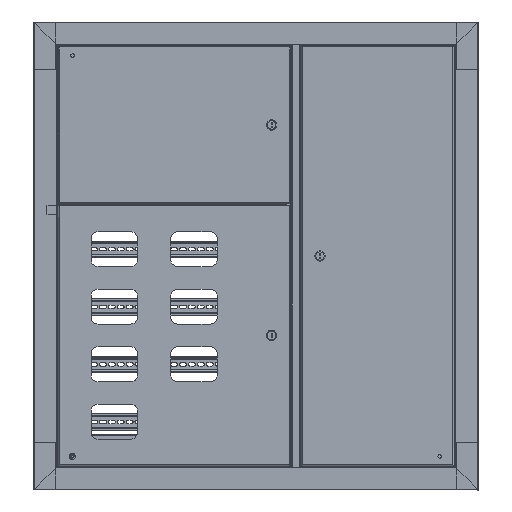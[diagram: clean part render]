
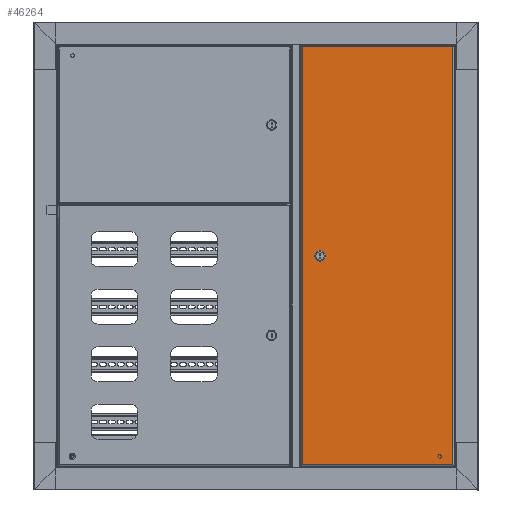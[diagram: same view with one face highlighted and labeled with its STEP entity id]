
A CAD part, top view. The second image highlights one B-rep face of the part: STEP entity #46264.
In plain terms, the highlighted planar face has unit normal (0, 0, 1).
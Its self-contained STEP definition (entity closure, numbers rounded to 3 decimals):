
#74 = EDGE_CURVE ( 'NONE', #6724, #14266, #13184, .T. ) ;
#216 = EDGE_CURVE ( 'NONE', #39120, #10449, #19343, .T. ) ;
#377 = VERTEX_POINT ( 'NONE', #28814 ) ;
#914 = PLANE ( 'NONE',  #12713 ) ;
#2062 = CARTESIAN_POINT ( 'NONE',  ( 451.849, 31.5, 0. ) ) ;
#2337 = DIRECTION ( 'NONE',  ( 0., 1., 0. ) ) ;
#3360 = ORIENTED_EDGE ( 'NONE', *, *, #21383, .T. ) ;
#3375 = EDGE_CURVE ( 'NONE', #31179, #377, #38970, .T. ) ;
#4389 = VECTOR ( 'NONE', #29140, 1000. ) ;
#5050 = EDGE_CURVE ( 'NONE', #14266, #30134, #42813, .T. ) ;
#5118 = DIRECTION ( 'NONE',  ( 0., -1., 0. ) ) ;
#6033 = DIRECTION ( 'NONE',  ( 0., 0., 1. ) ) ;
#6724 = VERTEX_POINT ( 'NONE', #50088 ) ;
#6916 = ORIENTED_EDGE ( 'NONE', *, *, #216, .F. ) ;
#7391 = ORIENTED_EDGE ( 'NONE', *, *, #7678, .F. ) ;
#7393 = LINE ( 'NONE', #50002, #47082 ) ;
#7678 = EDGE_CURVE ( 'NONE', #377, #27342, #44421, .T. ) ;
#8866 = DIRECTION ( 'NONE',  ( -1., 0., 0. ) ) ;
#9714 = EDGE_CURVE ( 'NONE', #27342, #39120, #14293, .T. ) ;
#10449 = VERTEX_POINT ( 'NONE', #10863 ) ;
#10585 = VECTOR ( 'NONE', #26203, 1000. ) ;
#10823 = VERTEX_POINT ( 'NONE', #52584 ) ;
#10863 = CARTESIAN_POINT ( 'NONE',  ( 451.849, 48.5, 0. ) ) ;
#11425 = DIRECTION ( 'NONE',  ( 1., 0., 0. ) ) ;
#12084 = CARTESIAN_POINT ( 'NONE',  ( 448.2, 40., 0. ) ) ;
#12713 = AXIS2_PLACEMENT_3D ( 'NONE', #42996, #21512, #8866 ) ;
#13184 = LINE ( 'NONE', #50562, #4389 ) ;
#13252 = CARTESIAN_POINT ( 'NONE',  ( 457.45, 40., 0. ) ) ;
#14266 = VERTEX_POINT ( 'NONE', #23631 ) ;
#14293 = CIRCLE ( 'NONE', #53759, 9.25 ) ;
#14555 = DIRECTION ( 'NONE',  ( 1., 0., 0. ) ) ;
#14592 = ORIENTED_EDGE ( 'NONE', *, *, #5050, .T. ) ;
#14952 = EDGE_CURVE ( 'NONE', #10449, #31179, #35273, .T. ) ;
#15003 = DIRECTION ( 'NONE',  ( 1., 0., 0. ) ) ;
#15940 = DIRECTION ( 'NONE',  ( 1., 0., 0. ) ) ;
#16117 = AXIS2_PLACEMENT_3D ( 'NONE', #12084, #20585, #15940 ) ;
#18420 = ORIENTED_EDGE ( 'NONE', *, *, #3375, .F. ) ;
#19343 = CIRCLE ( 'NONE', #34260, 9.25 ) ;
#20585 = DIRECTION ( 'NONE',  ( 0., 0., 1. ) ) ;
#21383 = EDGE_CURVE ( 'NONE', #10823, #6724, #27378, .T. ) ;
#21512 = DIRECTION ( 'NONE',  ( 0., 0., -1. ) ) ;
#21767 = ORIENTED_EDGE ( 'NONE', *, *, #9714, .F. ) ;
#21785 = FACE_BOUND ( 'NONE', #22750, .T. ) ;
#22750 = EDGE_LOOP ( 'NONE', ( #51516, #6916, #21767, #7391, #18420 ) ) ;
#23023 = VECTOR ( 'NONE', #15003, 1000. ) ;
#23056 = CARTESIAN_POINT ( 'NONE',  ( 448.2, 40., 0. ) ) ;
#23365 = EDGE_LOOP ( 'NONE', ( #40154, #3360, #44923, #14592 ) ) ;
#23631 = CARTESIAN_POINT ( 'NONE',  ( 1.6, 324.1, 0. ) ) ;
#26203 = DIRECTION ( 'NONE',  ( -1., 0., 0. ) ) ;
#27342 = VERTEX_POINT ( 'NONE', #48993 ) ;
#27378 = LINE ( 'NONE', #44150, #41052 ) ;
#28814 = CARTESIAN_POINT ( 'NONE',  ( 444.551, 31.5, 0. ) ) ;
#29140 = DIRECTION ( 'NONE',  ( -1., 0., 0. ) ) ;
#30134 = VERTEX_POINT ( 'NONE', #43184 ) ;
#31179 = VERTEX_POINT ( 'NONE', #53680 ) ;
#31571 = EDGE_CURVE ( 'NONE', #30134, #10823, #7393, .T. ) ;
#34260 = AXIS2_PLACEMENT_3D ( 'NONE', #23056, #6033, #14555 ) ;
#35012 = CARTESIAN_POINT ( 'NONE',  ( 451.849, 48.5, 0. ) ) ;
#35273 = LINE ( 'NONE', #35012, #10585 ) ;
#38970 = CIRCLE ( 'NONE', #16117, 9.25 ) ;
#39120 = VERTEX_POINT ( 'NONE', #13252 ) ;
#40154 = ORIENTED_EDGE ( 'NONE', *, *, #31571, .T. ) ;
#40864 = CARTESIAN_POINT ( 'NONE',  ( 448.2, 40., 0. ) ) ;
#40962 = DIRECTION ( 'NONE',  ( 1., 0., 0. ) ) ;
#41052 = VECTOR ( 'NONE', #2337, 1000. ) ;
#42258 = CARTESIAN_POINT ( 'NONE',  ( 1.6, 324.393, 0. ) ) ;
#42813 = LINE ( 'NONE', #42258, #50028 ) ;
#42996 = CARTESIAN_POINT ( 'NONE',  ( 0., 325.7, 0. ) ) ;
#43184 = CARTESIAN_POINT ( 'NONE',  ( 1.6, 1.6, 0. ) ) ;
#44150 = CARTESIAN_POINT ( 'NONE',  ( 894.8, 0., 0. ) ) ;
#44421 = LINE ( 'NONE', #2062, #23023 ) ;
#44923 = ORIENTED_EDGE ( 'NONE', *, *, #74, .T. ) ;
#46264 = ADVANCED_FACE ( 'NONE', ( #21785, #47100 ), #914, .F. ) ;
#47082 = VECTOR ( 'NONE', #40962, 1000. ) ;
#47100 = FACE_OUTER_BOUND ( 'NONE', #23365, .T. ) ;
#48825 = DIRECTION ( 'NONE',  ( 0., 0., 1. ) ) ;
#48993 = CARTESIAN_POINT ( 'NONE',  ( 451.849, 31.5, 0. ) ) ;
#50002 = CARTESIAN_POINT ( 'NONE',  ( 1.6, 1.6, 0. ) ) ;
#50028 = VECTOR ( 'NONE', #5118, 1000. ) ;
#50088 = CARTESIAN_POINT ( 'NONE',  ( 894.8, 324.1, 0. ) ) ;
#50562 = CARTESIAN_POINT ( 'NONE',  ( 895.093, 324.1, 0. ) ) ;
#51516 = ORIENTED_EDGE ( 'NONE', *, *, #14952, .F. ) ;
#52584 = CARTESIAN_POINT ( 'NONE',  ( 894.8, 1.6, 0. ) ) ;
#53680 = CARTESIAN_POINT ( 'NONE',  ( 444.551, 48.5, 0. ) ) ;
#53759 = AXIS2_PLACEMENT_3D ( 'NONE', #40864, #48825, #11425 ) ;
